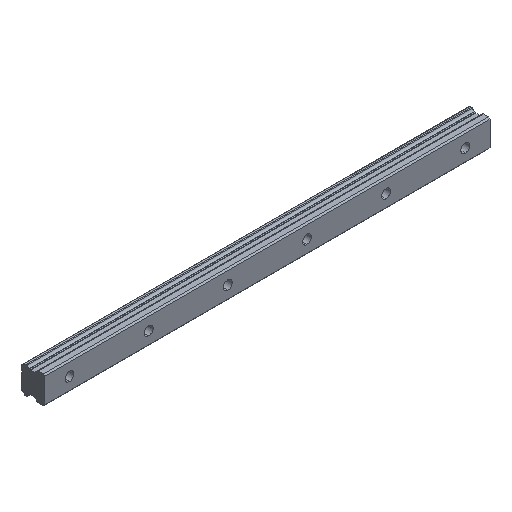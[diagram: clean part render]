
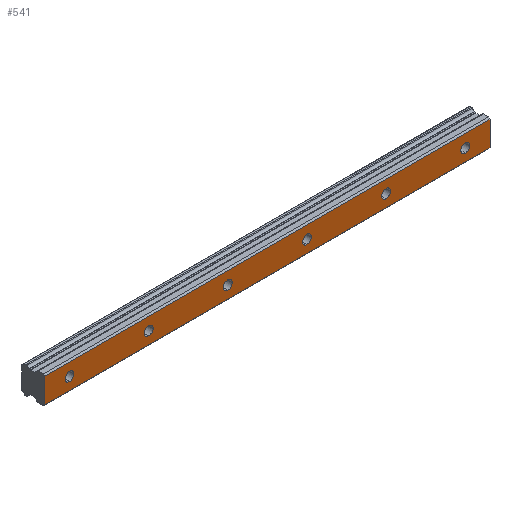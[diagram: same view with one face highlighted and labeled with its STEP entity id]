
A CAD part, isometric view. The second image highlights one B-rep face of the part: STEP entity #541.
In plain terms, the highlighted planar face has unit normal (0, -1, 0).
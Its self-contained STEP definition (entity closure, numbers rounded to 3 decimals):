
#9 = CARTESIAN_POINT ( 'NONE',  ( 80., 0., 0. ) ) ;
#39 = DIRECTION ( 'NONE',  ( 0., 0., 1. ) ) ;
#66 = ORIENTED_EDGE ( 'NONE', *, *, #76, .F. ) ;
#76 = EDGE_CURVE ( 'NONE', #1012, #1977, #951, .T. ) ;
#85 = CARTESIAN_POINT ( 'NONE',  ( 160., 0., 0. ) ) ;
#96 = LINE ( 'NONE', #637, #876 ) ;
#119 = CARTESIAN_POINT ( 'NONE',  ( 400., 0., -4.5 ) ) ;
#144 = FACE_BOUND ( 'NONE', #462, .T. ) ;
#148 = DIRECTION ( 'NONE',  ( 0., -1., 0. ) ) ;
#197 = DIRECTION ( 'NONE',  ( 0., 0., 1. ) ) ;
#216 = CARTESIAN_POINT ( 'NONE',  ( 400., 0., 0. ) ) ;
#218 = EDGE_LOOP ( 'NONE', ( #1628, #1436, #1155, #911 ) ) ;
#241 = CARTESIAN_POINT ( 'NONE',  ( 80., 0., 0. ) ) ;
#267 = AXIS2_PLACEMENT_3D ( 'NONE', #2104, #1774, #39 ) ;
#271 = DIRECTION ( 'NONE',  ( 0., 1., 0. ) ) ;
#280 = DIRECTION ( 'NONE',  ( 0., -1., 0. ) ) ;
#293 = CARTESIAN_POINT ( 'NONE',  ( 0., 0., -4.5 ) ) ;
#294 = CARTESIAN_POINT ( 'NONE',  ( 80., 0., 4.5 ) ) ;
#307 = AXIS2_PLACEMENT_3D ( 'NONE', #1823, #280, #452 ) ;
#330 = VERTEX_POINT ( 'NONE', #514 ) ;
#332 = CARTESIAN_POINT ( 'NONE',  ( -25., 0., 12.5 ) ) ;
#350 = CARTESIAN_POINT ( 'NONE',  ( 240., 0., 0. ) ) ;
#362 = ORIENTED_EDGE ( 'NONE', *, *, #1140, .F. ) ;
#367 = DIRECTION ( 'NONE',  ( 0., -1., 0. ) ) ;
#380 = EDGE_CURVE ( 'NONE', #753, #917, #1749, .T. ) ;
#384 = DIRECTION ( 'NONE',  ( 0., -1., 0. ) ) ;
#400 = ORIENTED_EDGE ( 'NONE', *, *, #1956, .F. ) ;
#411 = DIRECTION ( 'NONE',  ( 0., -1., 0. ) ) ;
#421 = VERTEX_POINT ( 'NONE', #1761 ) ;
#435 = FACE_BOUND ( 'NONE', #1110, .T. ) ;
#452 = DIRECTION ( 'NONE',  ( 0., 0., 1. ) ) ;
#457 = FACE_OUTER_BOUND ( 'NONE', #218, .T. ) ;
#462 = EDGE_LOOP ( 'NONE', ( #1616, #1991 ) ) ;
#473 = CARTESIAN_POINT ( 'NONE',  ( 320., 0., -4.5 ) ) ;
#507 = EDGE_LOOP ( 'NONE', ( #1549, #400 ) ) ;
#514 = CARTESIAN_POINT ( 'NONE',  ( 160., 0., 4.5 ) ) ;
#541 = ADVANCED_FACE ( 'NONE', ( #457, #1331, #435, #1147, #1483, #1839, #144 ), #1866, .F. ) ;
#542 = VERTEX_POINT ( 'NONE', #962 ) ;
#552 = CIRCLE ( 'NONE', #993, 4.5 ) ;
#561 = CARTESIAN_POINT ( 'NONE',  ( 320., 0., 0. ) ) ;
#603 = VERTEX_POINT ( 'NONE', #1156 ) ;
#611 = VERTEX_POINT ( 'NONE', #119 ) ;
#637 = CARTESIAN_POINT ( 'NONE',  ( -25., 0., 12.5 ) ) ;
#638 = CARTESIAN_POINT ( 'NONE',  ( 425., 0., 12.5 ) ) ;
#679 = CARTESIAN_POINT ( 'NONE',  ( 160., 0., -4.5 ) ) ;
#685 = EDGE_CURVE ( 'NONE', #1490, #1446, #1967, .T. ) ;
#697 = CARTESIAN_POINT ( 'NONE',  ( 425., 0., 12.5 ) ) ;
#713 = EDGE_CURVE ( 'NONE', #1540, #611, #552, .T. ) ;
#731 = CIRCLE ( 'NONE', #804, 4.5 ) ;
#733 = VECTOR ( 'NONE', #1219, 1000. ) ;
#743 = CARTESIAN_POINT ( 'NONE',  ( 240., 0., -4.5 ) ) ;
#746 = AXIS2_PLACEMENT_3D ( 'NONE', #241, #384, #1291 ) ;
#753 = VERTEX_POINT ( 'NONE', #332 ) ;
#771 = CIRCLE ( 'NONE', #1523, 4.5 ) ;
#781 = DIRECTION ( 'NONE',  ( 0., 0., 1. ) ) ;
#804 = AXIS2_PLACEMENT_3D ( 'NONE', #350, #1050, #1735 ) ;
#809 = EDGE_CURVE ( 'NONE', #917, #421, #2144, .T. ) ;
#837 = EDGE_CURVE ( 'NONE', #863, #2128, #1784, .T. ) ;
#863 = VERTEX_POINT ( 'NONE', #743 ) ;
#876 = VECTOR ( 'NONE', #781, 1000. ) ;
#880 = CARTESIAN_POINT ( 'NONE',  ( 160., 0., 0. ) ) ;
#890 = DIRECTION ( 'NONE',  ( 0., 0., -1. ) ) ;
#899 = CARTESIAN_POINT ( 'NONE',  ( 425., 0., 12.5 ) ) ;
#911 = ORIENTED_EDGE ( 'NONE', *, *, #2204, .F. ) ;
#917 = VERTEX_POINT ( 'NONE', #2188 ) ;
#943 = CARTESIAN_POINT ( 'NONE',  ( 425., 0., -12.5 ) ) ;
#951 = CIRCLE ( 'NONE', #267, 4.5 ) ;
#962 = CARTESIAN_POINT ( 'NONE',  ( -25., 0., -12.5 ) ) ;
#966 = EDGE_CURVE ( 'NONE', #421, #542, #1329, .T. ) ;
#993 = AXIS2_PLACEMENT_3D ( 'NONE', #1355, #1519, #2212 ) ;
#994 = CIRCLE ( 'NONE', #307, 4.5 ) ;
#1012 = VERTEX_POINT ( 'NONE', #473 ) ;
#1025 = CIRCLE ( 'NONE', #1056, 4.5 ) ;
#1044 = CARTESIAN_POINT ( 'NONE',  ( 400., 0., 4.5 ) ) ;
#1050 = DIRECTION ( 'NONE',  ( 0., -1., 0. ) ) ;
#1056 = AXIS2_PLACEMENT_3D ( 'NONE', #85, #1058, #1578 ) ;
#1058 = DIRECTION ( 'NONE',  ( 0., -1., 0. ) ) ;
#1067 = DIRECTION ( 'NONE',  ( 0., 0., 1. ) ) ;
#1077 = ORIENTED_EDGE ( 'NONE', *, *, #713, .F. ) ;
#1110 = EDGE_LOOP ( 'NONE', ( #1077, #362 ) ) ;
#1140 = EDGE_CURVE ( 'NONE', #611, #1540, #1459, .T. ) ;
#1147 = FACE_BOUND ( 'NONE', #1693, .T. ) ;
#1155 = ORIENTED_EDGE ( 'NONE', *, *, #380, .F. ) ;
#1156 = CARTESIAN_POINT ( 'NONE',  ( 0., 0., 4.5 ) ) ;
#1219 = DIRECTION ( 'NONE',  ( 1., 0., 0. ) ) ;
#1224 = EDGE_CURVE ( 'NONE', #1799, #603, #994, .T. ) ;
#1245 = DIRECTION ( 'NONE',  ( 0., -1., 0. ) ) ;
#1253 = CARTESIAN_POINT ( 'NONE',  ( 240., 0., 4.5 ) ) ;
#1291 = DIRECTION ( 'NONE',  ( 0., 0., 1. ) ) ;
#1317 = VECTOR ( 'NONE', #1641, 1000. ) ;
#1326 = DIRECTION ( 'NONE',  ( 0., 0., 1. ) ) ;
#1329 = LINE ( 'NONE', #943, #1317 ) ;
#1331 = FACE_BOUND ( 'NONE', #2168, .T. ) ;
#1355 = CARTESIAN_POINT ( 'NONE',  ( 400., 0., 0. ) ) ;
#1367 = DIRECTION ( 'NONE',  ( 0., 0., 1. ) ) ;
#1391 = AXIS2_PLACEMENT_3D ( 'NONE', #216, #1245, #1067 ) ;
#1407 = CARTESIAN_POINT ( 'NONE',  ( 240., 0., 0. ) ) ;
#1430 = EDGE_CURVE ( 'NONE', #603, #1799, #2004, .T. ) ;
#1436 = ORIENTED_EDGE ( 'NONE', *, *, #809, .F. ) ;
#1446 = VERTEX_POINT ( 'NONE', #294 ) ;
#1459 = CIRCLE ( 'NONE', #1391, 4.5 ) ;
#1483 = FACE_BOUND ( 'NONE', #1650, .T. ) ;
#1487 = CARTESIAN_POINT ( 'NONE',  ( 0., 0., 0. ) ) ;
#1489 = AXIS2_PLACEMENT_3D ( 'NONE', #638, #271, #1678 ) ;
#1490 = VERTEX_POINT ( 'NONE', #2038 ) ;
#1491 = VECTOR ( 'NONE', #890, 1000. ) ;
#1506 = ORIENTED_EDGE ( 'NONE', *, *, #1224, .F. ) ;
#1519 = DIRECTION ( 'NONE',  ( 0., -1., 0. ) ) ;
#1523 = AXIS2_PLACEMENT_3D ( 'NONE', #880, #1533, #1367 ) ;
#1529 = AXIS2_PLACEMENT_3D ( 'NONE', #9, #2090, #197 ) ;
#1533 = DIRECTION ( 'NONE',  ( 0., -1., 0. ) ) ;
#1540 = VERTEX_POINT ( 'NONE', #1044 ) ;
#1549 = ORIENTED_EDGE ( 'NONE', *, *, #2056, .F. ) ;
#1566 = AXIS2_PLACEMENT_3D ( 'NONE', #1407, #411, #1576 ) ;
#1576 = DIRECTION ( 'NONE',  ( 0., 0., 1. ) ) ;
#1577 = VERTEX_POINT ( 'NONE', #679 ) ;
#1578 = DIRECTION ( 'NONE',  ( 0., 0., 1. ) ) ;
#1604 = AXIS2_PLACEMENT_3D ( 'NONE', #1487, #148, #1326 ) ;
#1613 = DIRECTION ( 'NONE',  ( 0., 0., 1. ) ) ;
#1616 = ORIENTED_EDGE ( 'NONE', *, *, #1674, .F. ) ;
#1628 = ORIENTED_EDGE ( 'NONE', *, *, #966, .F. ) ;
#1641 = DIRECTION ( 'NONE',  ( -1., 0., 0. ) ) ;
#1650 = EDGE_LOOP ( 'NONE', ( #1924, #2172 ) ) ;
#1671 = ORIENTED_EDGE ( 'NONE', *, *, #1430, .F. ) ;
#1674 = EDGE_CURVE ( 'NONE', #1446, #1490, #1973, .T. ) ;
#1678 = DIRECTION ( 'NONE',  ( 0., 0., 1. ) ) ;
#1693 = EDGE_LOOP ( 'NONE', ( #2171, #66 ) ) ;
#1735 = DIRECTION ( 'NONE',  ( 0., 0., 1. ) ) ;
#1749 = LINE ( 'NONE', #697, #733 ) ;
#1761 = CARTESIAN_POINT ( 'NONE',  ( 425., 0., -12.5 ) ) ;
#1774 = DIRECTION ( 'NONE',  ( 0., -1., 0. ) ) ;
#1784 = CIRCLE ( 'NONE', #1566, 4.5 ) ;
#1799 = VERTEX_POINT ( 'NONE', #293 ) ;
#1823 = CARTESIAN_POINT ( 'NONE',  ( 0., 0., 0. ) ) ;
#1839 = FACE_BOUND ( 'NONE', #507, .T. ) ;
#1866 = PLANE ( 'NONE',  #1489 ) ;
#1885 = CARTESIAN_POINT ( 'NONE',  ( 320., 0., 4.5 ) ) ;
#1924 = ORIENTED_EDGE ( 'NONE', *, *, #2013, .F. ) ;
#1956 = EDGE_CURVE ( 'NONE', #1577, #330, #771, .T. ) ;
#1961 = AXIS2_PLACEMENT_3D ( 'NONE', #561, #367, #1613 ) ;
#1967 = CIRCLE ( 'NONE', #1529, 4.5 ) ;
#1973 = CIRCLE ( 'NONE', #746, 4.5 ) ;
#1977 = VERTEX_POINT ( 'NONE', #1885 ) ;
#1991 = ORIENTED_EDGE ( 'NONE', *, *, #685, .F. ) ;
#2004 = CIRCLE ( 'NONE', #1604, 4.5 ) ;
#2013 = EDGE_CURVE ( 'NONE', #2128, #863, #731, .T. ) ;
#2025 = EDGE_CURVE ( 'NONE', #1977, #1012, #2071, .T. ) ;
#2038 = CARTESIAN_POINT ( 'NONE',  ( 80., 0., -4.5 ) ) ;
#2056 = EDGE_CURVE ( 'NONE', #330, #1577, #1025, .T. ) ;
#2071 = CIRCLE ( 'NONE', #1961, 4.5 ) ;
#2090 = DIRECTION ( 'NONE',  ( 0., -1., 0. ) ) ;
#2104 = CARTESIAN_POINT ( 'NONE',  ( 320., 0., 0. ) ) ;
#2128 = VERTEX_POINT ( 'NONE', #1253 ) ;
#2144 = LINE ( 'NONE', #899, #1491 ) ;
#2168 = EDGE_LOOP ( 'NONE', ( #1671, #1506 ) ) ;
#2171 = ORIENTED_EDGE ( 'NONE', *, *, #2025, .F. ) ;
#2172 = ORIENTED_EDGE ( 'NONE', *, *, #837, .F. ) ;
#2188 = CARTESIAN_POINT ( 'NONE',  ( 425., 0., 12.5 ) ) ;
#2204 = EDGE_CURVE ( 'NONE', #542, #753, #96, .T. ) ;
#2212 = DIRECTION ( 'NONE',  ( 0., 0., 1. ) ) ;
